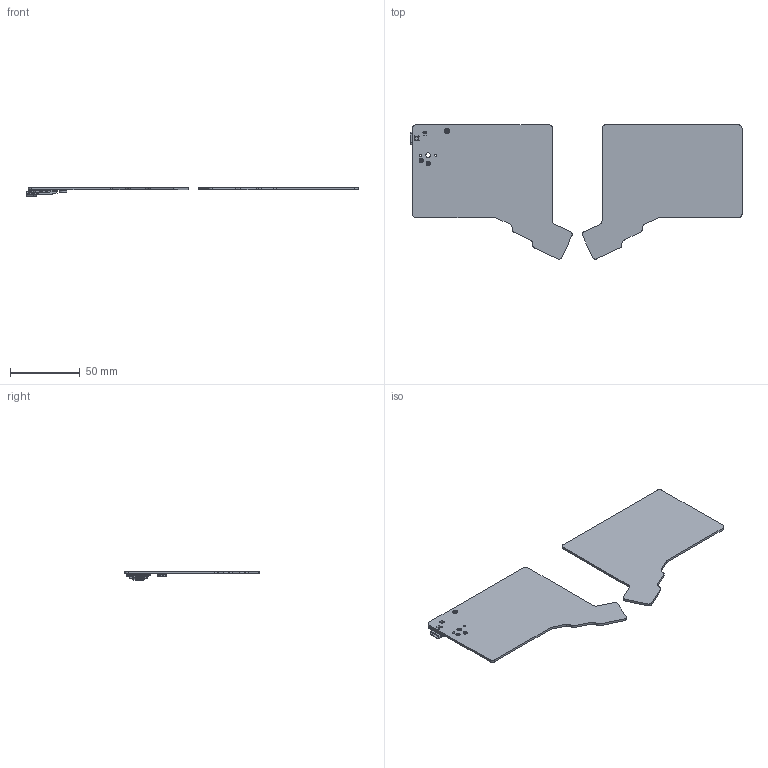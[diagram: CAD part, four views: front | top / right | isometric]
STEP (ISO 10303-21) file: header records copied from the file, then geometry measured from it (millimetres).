
FILE_DESCRIPTION(('KiCad electronic assembly'),'2;1');
FILE_NAME('wayfarer34.step','2024-05-25T15:20:26',('Pcbnew'),('Kicad'), 'Open CASCADE STEP processor 7.7','KiCad to STEP converter','Unknown' );
FILE_SCHEMA(('AUTOMOTIVE_DESIGN { 1 0 10303 214 1 1 1 1 }'));
Length unit declared in the file: millimetre
Products named in the file (9): wayfarer34 1; XIAO-nRF52840; XIAO-nRF52840 v15 v2; SMTSO2020MTJ M2; SMTSO2020MTJ M2 v1; HS_CPG135001S30_Choc; HS_Kailh_Choc v3; _autosave-wayfarer_PCB_1; _autosave-wayfarer_PCB_2
Assembly tree (8 placements, depth 3):
  wayfarer34 1
    XIAO-nRF52840
      XIAO-nRF52840 v15 v2
    SMTSO2020MTJ M2
      SMTSO2020MTJ M2 v1
    HS_CPG135001S30_Choc
      HS_Kailh_Choc v3
    _autosave-wayfarer_PCB_1
    _autosave-wayfarer_PCB_2
Bounding box: 238.25 x 96.33 x 6.11 mm (x, y, z)
Volume: 24633 mm3; surface area: 33617.1 mm2
Topology: 90 solids, 94 shells, 2158 faces, 5471 edges, 3555 vertices
Faces by surface type: plane 1699, cylinder 367, bspline 38, torus 22, cone 18, sphere 14
Full cylindrical faces by diameter (mm): 0.3 x2, 0.5 x2, 0.525 x2, 0.6 x2, 0.75 x14, 1.524 x4, 1.623 x2, 1.7 x2, 2.074 x2, 2.9 x2, 3 x2, 3.4 x1, 3.6 x1, 3.8 x1, 5.56 x1
Entity records: 66292 total; most frequent: CARTESIAN_POINT 13463, ORIENTED_EDGE 10926, DIRECTION 10378, EDGE_CURVE 5463, LINE 4592, VECTOR 4592, VERTEX_POINT 3555, AXIS2_PLACEMENT_3D 2893
